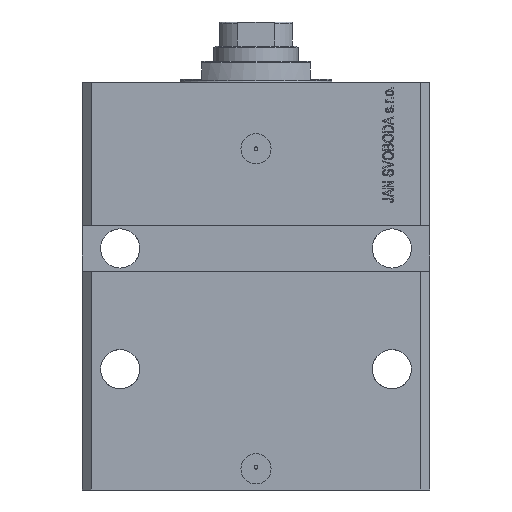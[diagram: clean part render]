
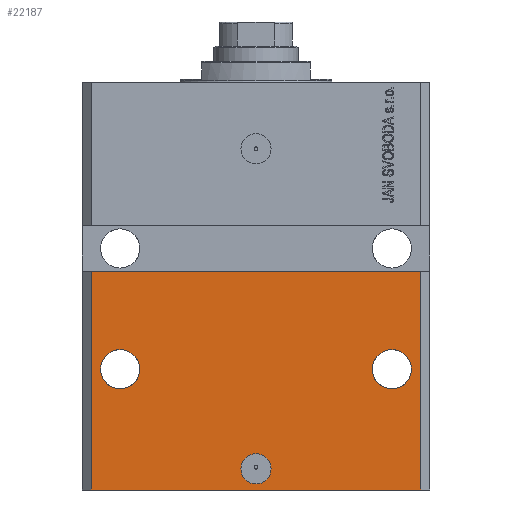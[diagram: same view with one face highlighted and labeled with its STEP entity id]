
A CAD part, front view. The second image highlights one B-rep face of the part: STEP entity #22187.
In plain terms, the highlighted planar face has unit normal (0, -1, 0).
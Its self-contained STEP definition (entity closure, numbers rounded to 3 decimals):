
#740 = LINE ( 'NONE', #8010, #41787 ) ;
#789 = EDGE_CURVE ( 'NONE', #38001, #39722, #40958, .T. ) ;
#1676 = DIRECTION ( 'NONE',  ( 0., -1., 0. ) ) ;
#2156 = CIRCLE ( 'NONE', #14151, 6.5 ) ;
#2311 = CIRCLE ( 'NONE', #3798, 6.5 ) ;
#2347 = VERTEX_POINT ( 'NONE', #38824 ) ;
#2621 = EDGE_LOOP ( 'NONE', ( #25157, #28448 ) ) ;
#3798 = AXIS2_PLACEMENT_3D ( 'NONE', #38417, #9547, #44550 ) ;
#3810 = CARTESIAN_POINT ( 'NONE',  ( -5., -45., -128. ) ) ;
#4095 = EDGE_CURVE ( 'NONE', #19363, #30463, #4331, .T. ) ;
#4331 = LINE ( 'NONE', #29224, #10187 ) ;
#5038 = CARTESIAN_POINT ( 'NONE',  ( -54.5, -45., -135. ) ) ;
#6843 = ORIENTED_EDGE ( 'NONE', *, *, #12553, .F. ) ;
#7073 = AXIS2_PLACEMENT_3D ( 'NONE', #30553, #15766, #16222 ) ;
#7975 = CIRCLE ( 'NONE', #10232, 6.5 ) ;
#8010 = CARTESIAN_POINT ( 'NONE',  ( 54.5, -45., -135. ) ) ;
#8184 = DIRECTION ( 'NONE',  ( 0., -1., 0. ) ) ;
#9063 = VECTOR ( 'NONE', #16067, 1000. ) ;
#9547 = DIRECTION ( 'NONE',  ( 0., -1., 0. ) ) ;
#10187 = VECTOR ( 'NONE', #18877, 1000. ) ;
#10232 = AXIS2_PLACEMENT_3D ( 'NONE', #44421, #1676, #27254 ) ;
#10477 = CARTESIAN_POINT ( 'NONE',  ( -57.5, -45., -62.5 ) ) ;
#11528 = ORIENTED_EDGE ( 'NONE', *, *, #42156, .F. ) ;
#12553 = EDGE_CURVE ( 'NONE', #30463, #14898, #21256, .T. ) ;
#14079 = CARTESIAN_POINT ( 'NONE',  ( 38.5, -45., -95. ) ) ;
#14151 = AXIS2_PLACEMENT_3D ( 'NONE', #14173, #36001, #14628 ) ;
#14173 = CARTESIAN_POINT ( 'NONE',  ( -45., -45., -95. ) ) ;
#14628 = DIRECTION ( 'NONE',  ( -1., 0., 0. ) ) ;
#14766 = CARTESIAN_POINT ( 'NONE',  ( 45., -45., -95. ) ) ;
#14768 = VERTEX_POINT ( 'NONE', #24035 ) ;
#14773 = DIRECTION ( 'NONE',  ( 1., 0., 0. ) ) ;
#14898 = VERTEX_POINT ( 'NONE', #34560 ) ;
#15766 = DIRECTION ( 'NONE',  ( 0., -1., 0. ) ) ;
#15967 = ORIENTED_EDGE ( 'NONE', *, *, #33825, .T. ) ;
#16067 = DIRECTION ( 'NONE',  ( 1., 0., 0. ) ) ;
#16178 = EDGE_LOOP ( 'NONE', ( #16803, #17875 ) ) ;
#16222 = DIRECTION ( 'NONE',  ( 1., 0., 0. ) ) ;
#16437 = ORIENTED_EDGE ( 'NONE', *, *, #42464, .T. ) ;
#16630 = EDGE_LOOP ( 'NONE', ( #6843, #20224, #16437, #15967 ) ) ;
#16803 = ORIENTED_EDGE ( 'NONE', *, *, #789, .F. ) ;
#17272 = DIRECTION ( 'NONE',  ( 1., 0., 0. ) ) ;
#17875 = ORIENTED_EDGE ( 'NONE', *, *, #18271, .F. ) ;
#18229 = AXIS2_PLACEMENT_3D ( 'NONE', #20566, #31616, #38425 ) ;
#18271 = EDGE_CURVE ( 'NONE', #39722, #38001, #22672, .T. ) ;
#18877 = DIRECTION ( 'NONE',  ( 0., 0., 1. ) ) ;
#19363 = VERTEX_POINT ( 'NONE', #32316 ) ;
#20224 = ORIENTED_EDGE ( 'NONE', *, *, #4095, .F. ) ;
#20566 = CARTESIAN_POINT ( 'NONE',  ( 0., -45., -128. ) ) ;
#20792 = AXIS2_PLACEMENT_3D ( 'NONE', #14766, #8184, #22017 ) ;
#21256 = LINE ( 'NONE', #10477, #38409 ) ;
#22017 = DIRECTION ( 'NONE',  ( 1., 0., 0. ) ) ;
#22187 = ADVANCED_FACE ( 'NONE', ( #44194, #34065, #30087, #22792 ), #44881, .T. ) ;
#22672 = CIRCLE ( 'NONE', #18229, 5. ) ;
#22792 = FACE_OUTER_BOUND ( 'NONE', #16630, .T. ) ;
#22868 = LINE ( 'NONE', #5038, #9063 ) ;
#23521 = VERTEX_POINT ( 'NONE', #14079 ) ;
#23926 = CARTESIAN_POINT ( 'NONE',  ( 0., -45., -128. ) ) ;
#24035 = CARTESIAN_POINT ( 'NONE',  ( -38.5, -45., -95. ) ) ;
#24865 = EDGE_LOOP ( 'NONE', ( #28563, #11528 ) ) ;
#25157 = ORIENTED_EDGE ( 'NONE', *, *, #26161, .F. ) ;
#26161 = EDGE_CURVE ( 'NONE', #2347, #23521, #7975, .T. ) ;
#27254 = DIRECTION ( 'NONE',  ( 1., 0., 0. ) ) ;
#28082 = CARTESIAN_POINT ( 'NONE',  ( -54.5, -45., -62.5 ) ) ;
#28448 = ORIENTED_EDGE ( 'NONE', *, *, #33037, .F. ) ;
#28563 = ORIENTED_EDGE ( 'NONE', *, *, #36959, .F. ) ;
#28954 = AXIS2_PLACEMENT_3D ( 'NONE', #23926, #46022, #14773 ) ;
#29224 = CARTESIAN_POINT ( 'NONE',  ( -54.5, -45., -135. ) ) ;
#30087 = FACE_BOUND ( 'NONE', #24865, .T. ) ;
#30463 = VERTEX_POINT ( 'NONE', #28082 ) ;
#30553 = CARTESIAN_POINT ( 'NONE',  ( -54.5, -45., -135. ) ) ;
#31080 = VERTEX_POINT ( 'NONE', #37788 ) ;
#31616 = DIRECTION ( 'NONE',  ( 0., -1., 0. ) ) ;
#32316 = CARTESIAN_POINT ( 'NONE',  ( -54.5, -45., -135. ) ) ;
#33037 = EDGE_CURVE ( 'NONE', #23521, #2347, #45543, .T. ) ;
#33133 = VERTEX_POINT ( 'NONE', #41272 ) ;
#33825 = EDGE_CURVE ( 'NONE', #33133, #14898, #740, .T. ) ;
#34065 = FACE_BOUND ( 'NONE', #2621, .T. ) ;
#34560 = CARTESIAN_POINT ( 'NONE',  ( 54.5, -45., -62.5 ) ) ;
#35968 = DIRECTION ( 'NONE',  ( 0., 0., 1. ) ) ;
#36001 = DIRECTION ( 'NONE',  ( 0., -1., 0. ) ) ;
#36959 = EDGE_CURVE ( 'NONE', #14768, #31080, #2156, .T. ) ;
#37788 = CARTESIAN_POINT ( 'NONE',  ( -51.5, -45., -95. ) ) ;
#38001 = VERTEX_POINT ( 'NONE', #42058 ) ;
#38409 = VECTOR ( 'NONE', #17272, 1000. ) ;
#38417 = CARTESIAN_POINT ( 'NONE',  ( -45., -45., -95. ) ) ;
#38425 = DIRECTION ( 'NONE',  ( 1., 0., 0. ) ) ;
#38824 = CARTESIAN_POINT ( 'NONE',  ( 51.5, -45., -95. ) ) ;
#39722 = VERTEX_POINT ( 'NONE', #3810 ) ;
#40958 = CIRCLE ( 'NONE', #28954, 5. ) ;
#41272 = CARTESIAN_POINT ( 'NONE',  ( 54.5, -45., -135. ) ) ;
#41787 = VECTOR ( 'NONE', #35968, 1000. ) ;
#42058 = CARTESIAN_POINT ( 'NONE',  ( 5., -45., -128. ) ) ;
#42156 = EDGE_CURVE ( 'NONE', #31080, #14768, #2311, .T. ) ;
#42464 = EDGE_CURVE ( 'NONE', #19363, #33133, #22868, .T. ) ;
#44194 = FACE_BOUND ( 'NONE', #16178, .T. ) ;
#44421 = CARTESIAN_POINT ( 'NONE',  ( 45., -45., -95. ) ) ;
#44550 = DIRECTION ( 'NONE',  ( -1., 0., 0. ) ) ;
#44881 = PLANE ( 'NONE',  #7073 ) ;
#45543 = CIRCLE ( 'NONE', #20792, 6.5 ) ;
#46022 = DIRECTION ( 'NONE',  ( 0., -1., 0. ) ) ;
